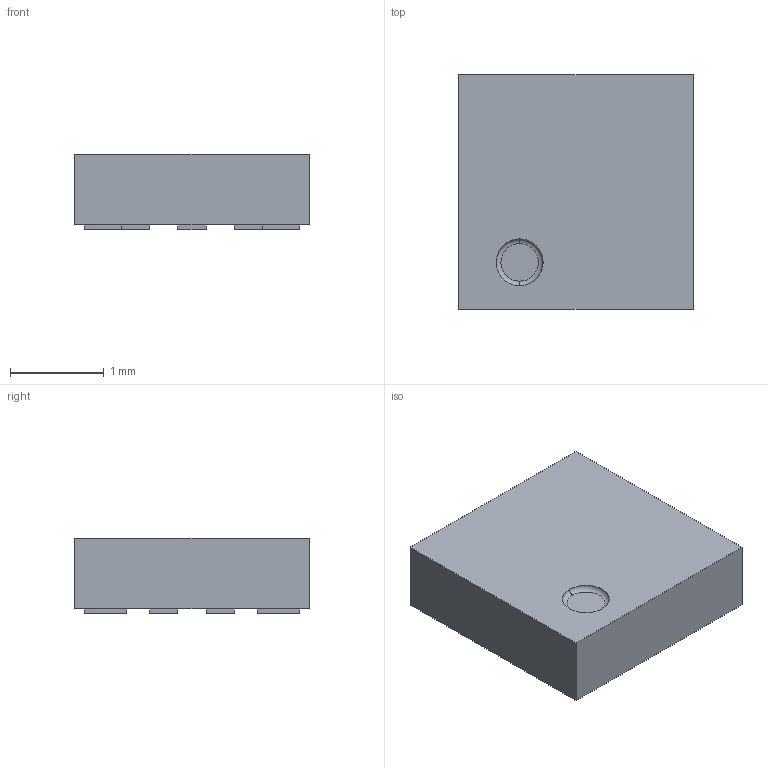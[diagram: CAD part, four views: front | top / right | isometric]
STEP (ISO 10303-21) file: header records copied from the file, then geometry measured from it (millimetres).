
FILE_DESCRIPTION (( 'STEP AP214' ), '1' );
FILE_NAME ( 'PQFN60P250X250X80-10.STEP', '2016-10-07T23:02:39', ( '' ), ( '' ), 'FPX Expert 2013', 'PCB Libraries', '' );
FILE_SCHEMA (( 'AUTOMOTIVE_DESIGN' ));
Length unit declared in the file: millimetre
Products named in the file (1): PQFN60P250X250X80-10
Bounding box: 2.5 x 2.5 x 0.8 mm (x, y, z)
Volume: 4.7 mm3; surface area: 23.5 mm2
Topology: 11 solids, 11 shells, 69 faces, 138 edges, 92 vertices
Faces by surface type: plane 67, torus 2
Entity records: 2091 total; most frequent: CARTESIAN_POINT 300, DIRECTION 284, ORIENTED_EDGE 276, EDGE_CURVE 138, VECTOR 132, LINE 132, VERTEX_POINT 92, STYLED_ITEM 81
